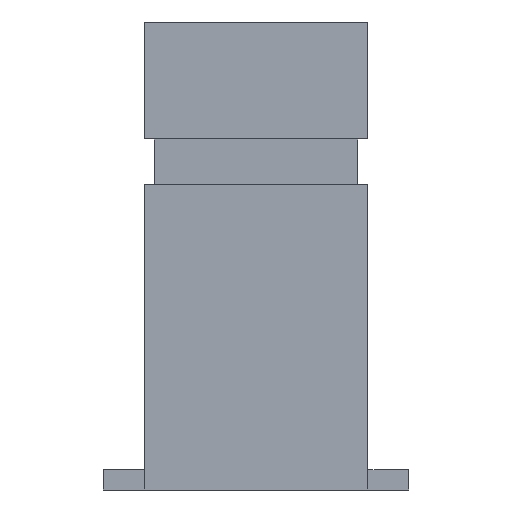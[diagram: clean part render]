
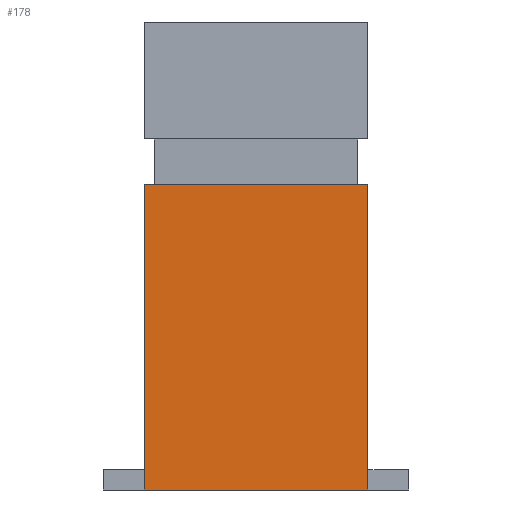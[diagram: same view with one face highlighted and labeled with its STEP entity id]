
A CAD part, left-side view. The second image highlights one B-rep face of the part: STEP entity #178.
In plain terms, the highlighted planar face has unit normal (-1, 0, 0).
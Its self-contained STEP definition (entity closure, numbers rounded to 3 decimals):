
#178 = ADVANCED_FACE( '', ( #473 ), #474, .F. );
#473 = FACE_OUTER_BOUND( '', #883, .T. );
#474 = PLANE( '', #884 );
#883 = EDGE_LOOP( '', ( #1347, #1348, #1349, #1350 ) );
#884 = AXIS2_PLACEMENT_3D( '', #1351, #1352, #1353 );
#1347 = ORIENTED_EDGE( '', *, *, #2633, .T. );
#1348 = ORIENTED_EDGE( '', *, *, #2634, .T. );
#1349 = ORIENTED_EDGE( '', *, *, #2635, .T. );
#1350 = ORIENTED_EDGE( '', *, *, #2636, .F. );
#1351 = CARTESIAN_POINT( '', ( -6.1, 1., 3.45 ) );
#1352 = DIRECTION( '', ( 1., 0., 0. ) );
#1353 = DIRECTION( '', ( 0., 0., -1. ) );
#2633 = EDGE_CURVE( '', #3204, #3205, #3206, .T. );
#2634 = EDGE_CURVE( '', #3205, #3207, #3208, .T. );
#2635 = EDGE_CURVE( '', #3207, #3209, #3210, .T. );
#2636 = EDGE_CURVE( '', #3204, #3209, #3211, .T. );
#3204 = VERTEX_POINT( '', #4037 );
#3205 = VERTEX_POINT( '', #4038 );
#3206 = LINE( '', #4039, #4040 );
#3207 = VERTEX_POINT( '', #4041 );
#3208 = LINE( '', #4042, #4043 );
#3209 = VERTEX_POINT( '', #4044 );
#3210 = LINE( '', #4045, #4046 );
#3211 = LINE( '', #4047, #4048 );
#4037 = CARTESIAN_POINT( '', ( -6.1, 1.1, 3. ) );
#4038 = CARTESIAN_POINT( '', ( -6.1, 1.1, 0. ) );
#4039 = CARTESIAN_POINT( '', ( -6.1, 1.1, 3.45 ) );
#4040 = VECTOR( '', #5108, 1000. );
#4041 = CARTESIAN_POINT( '', ( -6.1, -1.1, 0. ) );
#4042 = CARTESIAN_POINT( '', ( -6.1, 1.1, 0. ) );
#4043 = VECTOR( '', #5109, 1000. );
#4044 = CARTESIAN_POINT( '', ( -6.1, -1.1, 3. ) );
#4045 = CARTESIAN_POINT( '', ( -6.1, -1.1, 3.45 ) );
#4046 = VECTOR( '', #5110, 1000. );
#4047 = CARTESIAN_POINT( '', ( -6.1, 1., 3. ) );
#4048 = VECTOR( '', #5111, 1000. );
#5108 = DIRECTION( '', ( 0., 0., -1. ) );
#5109 = DIRECTION( '', ( 0., -1., 0. ) );
#5110 = DIRECTION( '', ( 0., 0., 1. ) );
#5111 = DIRECTION( '', ( 0., -1., 0. ) );
